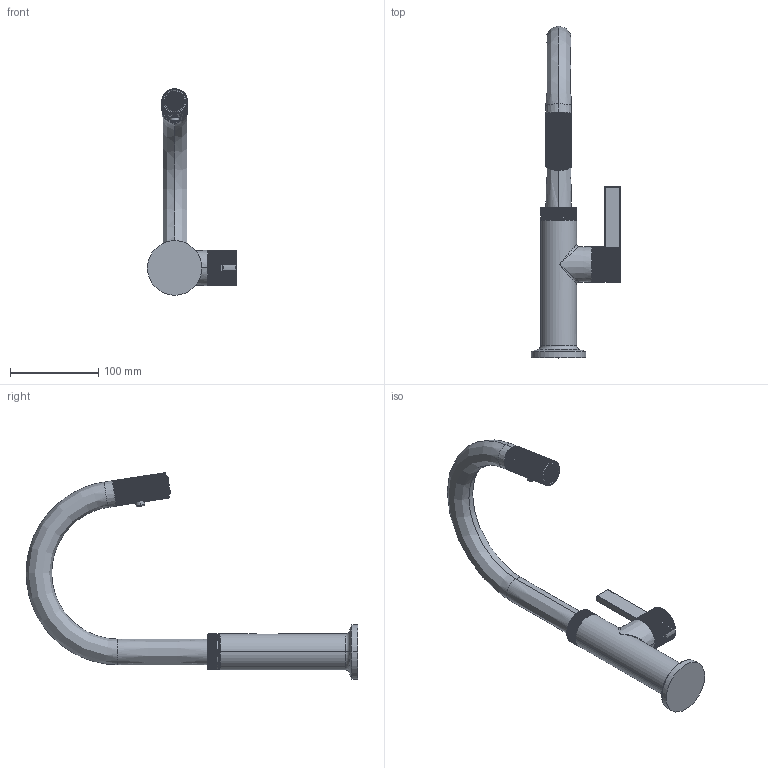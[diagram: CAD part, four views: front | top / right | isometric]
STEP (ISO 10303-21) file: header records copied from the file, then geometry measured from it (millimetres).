
FILE_DESCRIPTION((''),'2;1');
FILE_NAME('3230-5243_ASM','2025-04-23T19:41:57',('SwamiS'),(''),'CREO PARAMETRIC BY PTC INC, 2023134','CREO PARAMETRIC BY PTC INC, 2023134','');
FILE_SCHEMA(('CONFIG_CONTROL_DESIGN'));
Length unit declared in the file: inch
Products named in the file (33): 13872; 20-714_ASM; 13994; 13672; 91712; 13487; 91544_ASM; 11877A_ASM; 1-286A_ASM; 1-458_ASM; 1-457_ASM; 1-256_ASM; 91764; 3-767_ASM; 13993; 2201S01_1_1_1; A010_1_1_1; 15WD-NP_1_1_1_1; 15WD-NP_1_2_1_1; 15WD-NP_1_ASM_1_ASM_1_ASM; A011_1_1_1; DP14X10X2_1_1_1; A012_1_1_1; 2201-T_ASM_1_ASM_1_ASM_1_ASM; THE_FIRST_SPRAY_ASM_1_ASM; 10-332_ASM; 13975; 3-799_ASM; 13886; 14070; 13887; 20-723_ASM; 3230-5243_ASM
Assembly tree (32 placements, depth 7):
  3230-5243_ASM
    20-714_ASM
      13872
    3-767_ASM
      13994
      13672
      91712
      13487
      91544_ASM
      11877A_ASM
      1-286A_ASM
      1-458_ASM
      1-457_ASM
      1-256_ASM
      91764
    3-799_ASM
      13993
      10-332_ASM
        THE_FIRST_SPRAY_ASM_1_ASM
          2201-T_ASM_1_ASM_1_ASM_1_ASM
            2201S01_1_1_1
            A010_1_1_1
            15WD-NP_1_ASM_1_ASM_1_ASM
              15WD-NP_1_1_1_1
              15WD-NP_1_2_1_1
            A011_1_1_1
            DP14X10X2_1_1_1
            A012_1_1_1
      13975
    13886
    14070
    20-723_ASM
      13887
Bounding box: 100.89 x 375.21 x 233.46 mm (x, y, z)
Volume: 616965.2 mm3; surface area: 127454.2 mm2
Topology: 19 solids, 31 shells, 2725 faces, 7746 edges, 5099 vertices
Faces by surface type: plane 1597, cylinder 834, torus 98, cone 92, bspline 88, sphere 16
Entity records: 101562 total; most frequent: CARTESIAN_POINT 30436, ORIENTED_EDGE 15446, DIRECTION 13805, EDGE_CURVE 7737, VERTEX_POINT 5099, AXIS2_PLACEMENT_3D 4771, VECTOR 4263, LINE 4263
